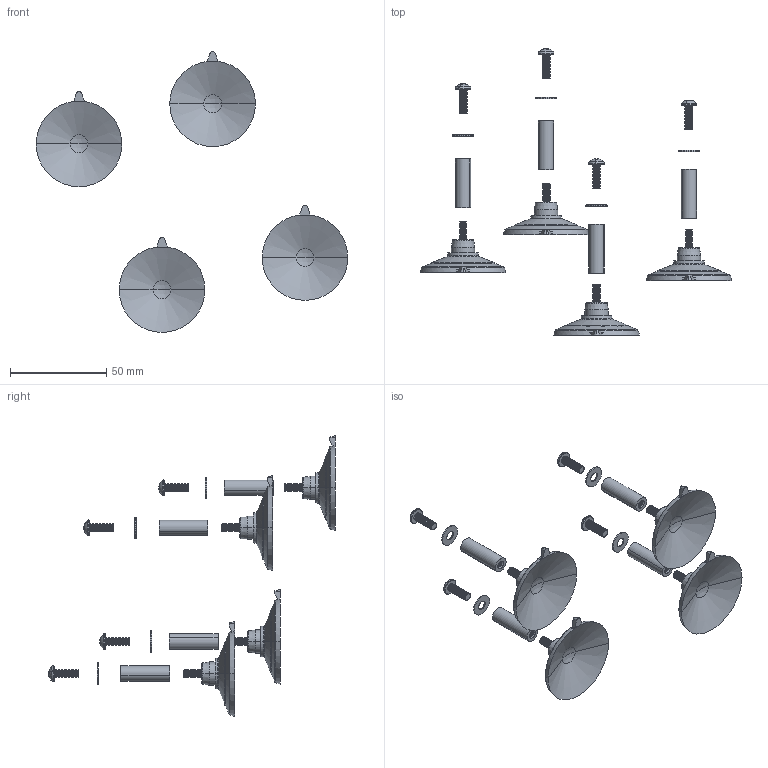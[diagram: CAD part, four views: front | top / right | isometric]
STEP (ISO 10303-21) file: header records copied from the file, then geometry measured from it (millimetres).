
FILE_DESCRIPTION (( 'STEP AP214' ), '1' );
FILE_NAME ('HGX-PMT08.STEP', '2012-10-11T18:20:16', ( 'x' ), ( '' ), 'SwSTEP 2.0', 'SolidWorks 2012', '' );
FILE_SCHEMA (( 'AUTOMOTIVE_DESIGN' ));
Length unit declared in the file: inch
Products named in the file (5): XFW-0009; XFS-0036; XF162-01; XFSC-0001; HGX-PMT08
Assembly tree (16 placements, depth 2):
  HGX-PMT08
    XFSC-0001  x4
    XF162-01  x4
    XFS-0036  x4
    XFW-0009  x4
Bounding box: 161.78 x 148.87 x 145.81 mm (x, y, z)
Volume: 25406.2 mm3; surface area: 24407.6 mm2
Topology: 20 solids, 20 shells, 1640 faces, 3340 edges, 1740 vertices
Faces by surface type: cone 1392, plane 120, torus 72, cylinder 48, sphere 8
Entity records: 11774 total; most frequent: DIRECTION 2083, CARTESIAN_POINT 1778, ORIENTED_EDGE 1662, AXIS2_PLACEMENT_3D 848, EDGE_CURVE 831, VERTEX_POINT 435, CIRCLE 419, EDGE_LOOP 418
